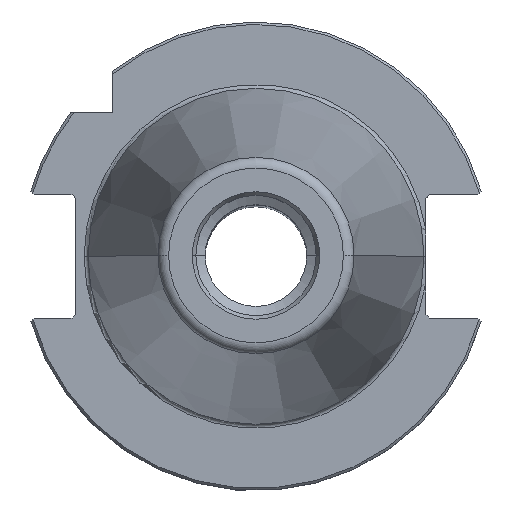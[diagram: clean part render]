
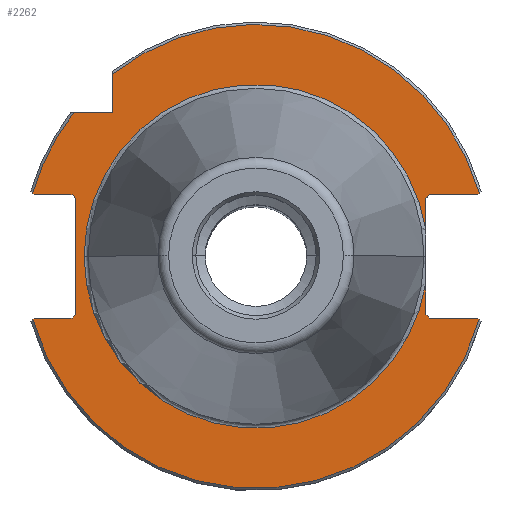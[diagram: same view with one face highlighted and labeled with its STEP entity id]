
A CAD part, top view. The second image highlights one B-rep face of the part: STEP entity #2262.
In plain terms, the highlighted planar face has unit normal (0, 0, 1).
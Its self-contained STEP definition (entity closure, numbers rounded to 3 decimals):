
#1264=VERTEX_POINT('NONE',#3710);
#1316=EDGE_CURVE('NONE',#1844,#2516,#3766,.T.);
#1336=VERTEX_POINT('NONE',#3788);
#1428=EDGE_CURVE('NONE',#2054,#3446,#3886,.T.);
#1456=EDGE_CURVE('NONE',#2892,#3420,#3917,.T.);
#1486=VERTEX_POINT('NONE',#3952);
#1664=EDGE_CURVE('NONE',#2650,#2008,#4146,.T.);
#1758=VERTEX_POINT('NONE',#4249);
#1778=EDGE_CURVE('NONE',#3628,#1336,#4274,.T.);
#1804=EDGE_CURVE('NONE',#2650,#2338,#4307,.T.);
#1844=VERTEX_POINT('NONE',#4350);
#1886=VERTEX_POINT('NONE',#4394);
#2008=VERTEX_POINT('NONE',#4529);
#2054=VERTEX_POINT('NONE',#4578);
#2150=EDGE_CURVE('NONE',#3096,#1486,#4687,.T.);
#2232=EDGE_CURVE('NONE',#3446,#2348,#4779,.T.);
#2254=EDGE_CURVE('NONE',#2516,#2880,#4805,.T.);
#2262=ADVANCED_FACE('NONE',(#4813),#4814,.T.);
#2288=EDGE_CURVE('NONE',#2880,#3096,#4841,.T.);
#2314=EDGE_CURVE('NONE',#2712,#3264,#4868,.T.);
#2338=VERTEX_POINT('NONE',#4895);
#2348=VERTEX_POINT('NONE',#4907);
#2416=EDGE_CURVE('NONE',#3420,#2898,#4985,.T.);
#2516=VERTEX_POINT('NONE',#5100);
#2650=VERTEX_POINT('NONE',#5250);
#2712=VERTEX_POINT('NONE',#5317);
#2876=EDGE_CURVE('NONE',#1758,#2054,#5496,.T.);
#2880=VERTEX_POINT('NONE',#5500);
#2892=VERTEX_POINT('NONE',#5514);
#2898=VERTEX_POINT('NONE',#5520);
#3062=EDGE_CURVE('NONE',#3264,#2008,#5701,.T.);
#3080=EDGE_CURVE('NONE',#3628,#1264,#5724,.T.);
#3082=EDGE_CURVE('NONE',#3262,#1886,#5726,.T.);
#3096=VERTEX_POINT('NONE',#5741);
#3232=EDGE_CURVE('NONE',#1264,#1886,#5896,.T.);
#3262=VERTEX_POINT('NONE',#5929);
#3264=VERTEX_POINT('NONE',#5931);
#3274=EDGE_CURVE('NONE',#2348,#2892,#5942,.T.);
#3316=EDGE_CURVE('NONE',#2898,#1336,#5991,.T.);
#3334=EDGE_CURVE('NONE',#1486,#1758,#6010,.T.);
#3380=EDGE_CURVE('NONE',#2712,#3262,#6062,.T.);
#3420=VERTEX_POINT('NONE',#6105);
#3444=EDGE_CURVE('NONE',#2338,#1844,#6131,.T.);
#3446=VERTEX_POINT('NONE',#6133);
#3628=VERTEX_POINT('NONE',#6337);
#3710=CARTESIAN_POINT('',(35.3,-12.1,-3.2));
#3766=LINE('',#6535,#6536);
#3788=CARTESIAN_POINT('',(46.066,-12.85,-3.2));
#3886=LINE('',#6714,#6715);
#3917=LINE('',#6803,#6804);
#3952=CARTESIAN_POINT('',(-46.066,12.85,-3.2));
#4146=LINE('',#7197,#7198);
#4249=CARTESIAN_POINT('',(-38.25,12.85,-3.2));
#4274=LINE('',#7382,#7383);
#4307=LINE('',#7425,#7426);
#4350=CARTESIAN_POINT('',(-29.85,37.876,-3.2));
#4394=CARTESIAN_POINT('',(35.3,-5.494,-3.2));
#4529=CARTESIAN_POINT('',(36.05,12.85,-3.2));
#4578=CARTESIAN_POINT('',(-37.5,12.1,-3.2));
#4687=LINE('',#8036,#8037);
#4779=LINE('',#8170,#8171);
#4805=LINE('',#8211,#8212);
#4813=FACE_OUTER_BOUND('',#8222,.T.);
#4814=PLANE('',#8223);
#4841=CIRCLE('',#8265,48.225);
#4868=LINE('',#8308,#8309);
#4895=CARTESIAN_POINT('',(46.39,13.175,-3.2));
#4907=CARTESIAN_POINT('',(-38.25,-12.85,-3.2));
#4985=CIRCLE('',#8471,48.225);
#5100=CARTESIAN_POINT('',(-29.85,29.85,-3.2));
#5250=CARTESIAN_POINT('',(46.066,12.85,-3.2));
#5317=CARTESIAN_POINT('',(35.3,5.494,-3.2));
#5496=LINE('',#9263,#9264);
#5500=CARTESIAN_POINT('',(-37.876,29.85,-3.2));
#5514=CARTESIAN_POINT('',(-46.066,-12.85,-3.2));
#5520=CARTESIAN_POINT('',(46.39,-13.175,-3.2));
#5701=LINE('',#9592,#9593);
#5724=LINE('',#9618,#9619);
#5726=CIRCLE('',#9622,35.725);
#5741=CARTESIAN_POINT('',(-46.39,13.175,-3.2));
#5896=LINE('',#9867,#9868);
#5929=CARTESIAN_POINT('',(-35.725,0.0,-3.2));
#5931=CARTESIAN_POINT('',(35.3,12.1,-3.2));
#5942=LINE('',#9939,#9940);
#5991=LINE('',#10030,#10031);
#6010=LINE('',#10063,#10064);
#6062=CIRCLE('',#10134,35.725);
#6105=CARTESIAN_POINT('',(-46.39,-13.175,-3.2));
#6131=CIRCLE('',#10234,48.225);
#6133=CARTESIAN_POINT('',(-37.5,-12.1,-3.2));
#6337=CARTESIAN_POINT('',(36.05,-12.85,-3.2));
#6535=CARTESIAN_POINT('',(-29.85,-35.725,-3.2));
#6536=VECTOR('',#10911,1000.0);
#6714=CARTESIAN_POINT('',(-37.5,-35.725,-3.2));
#6715=VECTOR('',#11031,1000.0);
#6803=CARTESIAN_POINT('',(-46.916,-13.7,-3.2));
#6804=VECTOR('',#11067,1000.0);
#7197=CARTESIAN_POINT('',(0.0,12.85,-3.2));
#7198=VECTOR('',#11321,1000.0);
#7382=CARTESIAN_POINT('',(0.0,-12.85,-3.2));
#7383=VECTOR('',#11484,1000.0);
#7425=CARTESIAN_POINT('',(46.916,13.7,-3.2));
#7426=VECTOR('',#11544,1000.0);
#8036=CARTESIAN_POINT('',(-46.916,13.7,-3.2));
#8037=VECTOR('',#11968,1000.0);
#8170=CARTESIAN_POINT('',(-37.5,-12.1,-3.2));
#8171=VECTOR('',#12091,1000.0);
#8211=CARTESIAN_POINT('',(0.0,29.85,-3.2));
#8212=VECTOR('',#12127,1000.0);
#8222=EDGE_LOOP('',(#12135,#12136,#12137,#12138,#12139,#12140,#12141,#12142,#12143,#12144,#12145,#12146,#12147,#12148,#12149,#12150,#12151,#12152,#12153,#12154,#12155,#12156));
#8223=AXIS2_PLACEMENT_3D('',#12157,#12158,#12159);
#8265=AXIS2_PLACEMENT_3D('',#12185,#12186,#12187);
#8308=CARTESIAN_POINT('',(35.3,-35.725,-3.2));
#8309=VECTOR('',#12221,1000.0);
#8471=AXIS2_PLACEMENT_3D('',#12352,#12353,#12354);
#9263=CARTESIAN_POINT('',(-37.5,12.1,-3.2));
#9264=VECTOR('',#12961,1000.0);
#9592=CARTESIAN_POINT('',(36.05,12.85,-3.2));
#9593=VECTOR('',#13160,1000.0);
#9618=CARTESIAN_POINT('',(36.05,-12.85,-3.2));
#9619=VECTOR('',#13204,1000.0);
#9622=AXIS2_PLACEMENT_3D('',#13205,#13206,#13207);
#9867=CARTESIAN_POINT('',(35.3,-35.725,-3.2));
#9868=VECTOR('',#13408,1000.0);
#9939=CARTESIAN_POINT('',(0.0,-12.85,-3.2));
#9940=VECTOR('',#13457,1000.0);
#10030=CARTESIAN_POINT('',(45.916,-12.7,-3.2));
#10031=VECTOR('',#13526,1000.0);
#10063=CARTESIAN_POINT('',(0.0,12.85,-3.2));
#10064=VECTOR('',#13546,1000.0);
#10134=AXIS2_PLACEMENT_3D('',#13612,#13613,#13614);
#10234=AXIS2_PLACEMENT_3D('',#13684,#13685,#13686);
#10911=DIRECTION('',(0.0,-1.0,0.0));
#11031=DIRECTION('',(0.0,-1.0,0.0));
#11067=DIRECTION('',(-0.707,-0.707,0.0));
#11321=DIRECTION('',(-1.0,0.0,0.0));
#11484=DIRECTION('',(1.0,0.0,0.0));
#11544=DIRECTION('',(0.707,0.707,0.0));
#11968=DIRECTION('',(0.707,-0.707,0.0));
#12091=DIRECTION('',(-0.707,-0.707,0.0));
#12127=DIRECTION('',(-1.0,0.0,0.0));
#12135=ORIENTED_EDGE('',*,*,#1804,.T.);
#12136=ORIENTED_EDGE('',*,*,#3444,.T.);
#12137=ORIENTED_EDGE('',*,*,#1316,.T.);
#12138=ORIENTED_EDGE('',*,*,#2254,.T.);
#12139=ORIENTED_EDGE('',*,*,#2288,.T.);
#12140=ORIENTED_EDGE('',*,*,#2150,.T.);
#12141=ORIENTED_EDGE('',*,*,#3334,.T.);
#12142=ORIENTED_EDGE('',*,*,#2876,.T.);
#12143=ORIENTED_EDGE('',*,*,#1428,.T.);
#12144=ORIENTED_EDGE('',*,*,#2232,.T.);
#12145=ORIENTED_EDGE('',*,*,#3274,.T.);
#12146=ORIENTED_EDGE('',*,*,#1456,.T.);
#12147=ORIENTED_EDGE('',*,*,#2416,.T.);
#12148=ORIENTED_EDGE('',*,*,#3316,.T.);
#12149=ORIENTED_EDGE('',*,*,#1778,.F.);
#12150=ORIENTED_EDGE('',*,*,#3080,.T.);
#12151=ORIENTED_EDGE('',*,*,#3232,.T.);
#12152=ORIENTED_EDGE('',*,*,#3082,.F.);
#12153=ORIENTED_EDGE('',*,*,#3380,.F.);
#12154=ORIENTED_EDGE('',*,*,#2314,.T.);
#12155=ORIENTED_EDGE('',*,*,#3062,.T.);
#12156=ORIENTED_EDGE('',*,*,#1664,.F.);
#12157=CARTESIAN_POINT('',(0.0,-35.725,-3.2));
#12158=DIRECTION('',(0.0,0.0,1.0));
#12159=DIRECTION('',(-1.0,-0.0,0.0));
#12185=CARTESIAN_POINT('',(0.0,0.0,-3.2));
#12186=DIRECTION('',(0.0,0.0,1.0));
#12187=DIRECTION('',(-1.0,0.0,0.0));
#12221=DIRECTION('',(0.0,1.0,-0.0));
#12352=CARTESIAN_POINT('',(0.0,0.0,-3.2));
#12353=DIRECTION('',(0.0,0.0,1.0));
#12354=DIRECTION('',(-1.0,0.0,0.0));
#12961=DIRECTION('',(0.707,-0.707,0.0));
#13160=DIRECTION('',(0.707,0.707,0.0));
#13204=DIRECTION('',(-0.707,0.707,-0.0));
#13205=CARTESIAN_POINT('',(0.0,0.0,-3.2));
#13206=DIRECTION('',(0.0,0.0,1.0));
#13207=DIRECTION('',(-1.0,0.0,0.0));
#13408=DIRECTION('',(0.0,1.0,-0.0));
#13457=DIRECTION('',(-1.0,0.0,0.0));
#13526=DIRECTION('',(-0.707,0.707,0.0));
#13546=DIRECTION('',(1.0,0.0,0.0));
#13612=CARTESIAN_POINT('',(0.0,0.0,-3.2));
#13613=DIRECTION('',(0.0,0.0,1.0));
#13614=DIRECTION('',(-1.0,0.0,0.0));
#13684=CARTESIAN_POINT('',(0.0,0.0,-3.2));
#13685=DIRECTION('',(0.0,0.0,1.0));
#13686=DIRECTION('',(-1.0,0.0,0.0));
